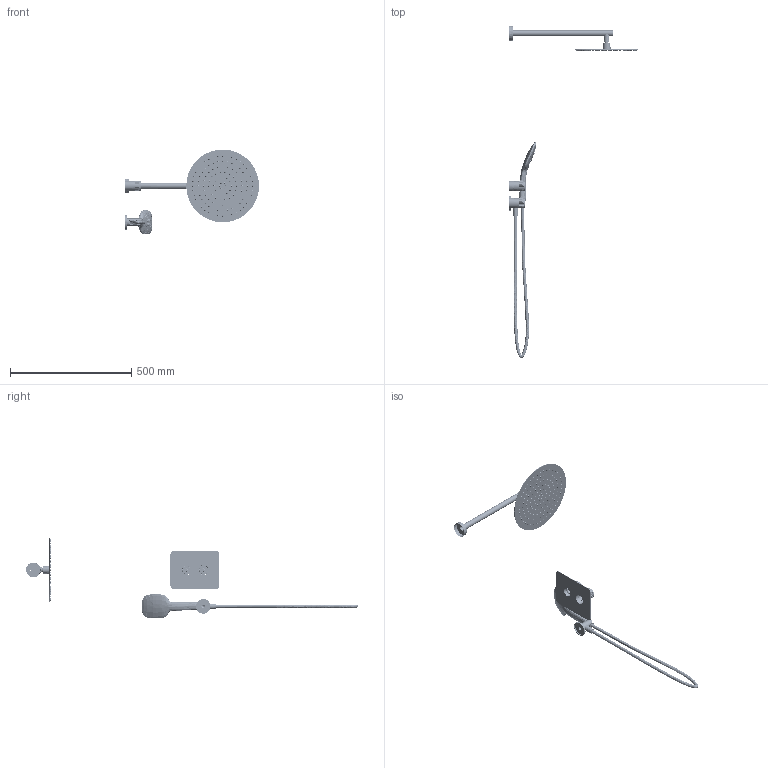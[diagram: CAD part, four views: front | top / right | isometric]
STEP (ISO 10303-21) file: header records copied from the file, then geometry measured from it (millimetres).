
FILE_DESCRIPTION (( 'STEP AP203' ), '1' );
FILE_NAME ('84DP13007.STEP', '2025-11-25T05:25:39', ( '' ), ( '' ), 'SwSTEP 2.0', 'SolidWorks 2021', '' );
FILE_SCHEMA (( 'CONFIG_CONTROL_DESIGN' ));
Products named in the file (1): 84DP13007
Bounding box: 552.72 x 1367.8 x 349.98 mm (x, y, z)
Surface area: 771081.6 mm2 (no closed solid volume)
Topology: 0 solids, 30 shells, 11625 faces, 32653 edges, 21765 vertices
Faces by surface type: plane 4031, cylinder 4030, bspline 2964, cone 576, torus 24
Full cylindrical faces by diameter (mm): 1.2 x132, 1.7 x2, 2 x1, 2.3 x1, 3 x8, 3.1 x50, 3.3 x1, 3.6 x50, 4 x265, 4.4 x50, 4.5 x9, 4.8 x2, 5.8 x134, 6.2 x1, 7 x1, 10.5 x1, 10.7 x2, 12.7 x2, 13.4 x1, 14 x2, 15 x1, 16.182 x1, 16.45 x1, 18 x3, 18.1 x2, 18.3 x1, 18.5 x1, 18.6 x4, 18.632 x1, 18.7 x1
Entity records: 652323 total; most frequent: CARTESIAN_POINT 396121, ORIENTED_EDGE 59360, DIRECTION 41721, EDGE_CURVE 29682, VERTEX_POINT 20845, AXIS2_PLACEMENT_3D 17377, EDGE_LOOP 15147, FACE_OUTER_BOUND 13135
